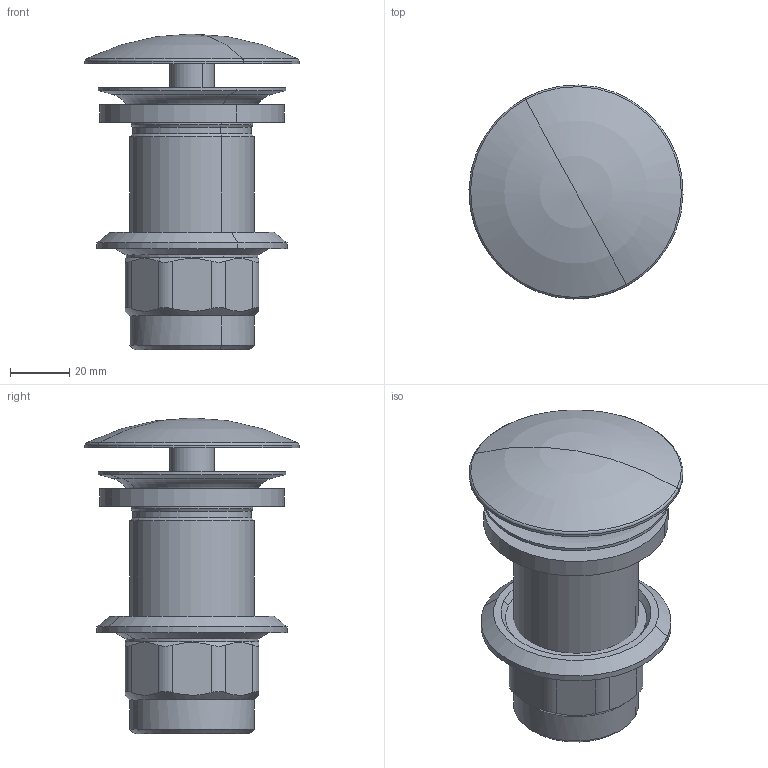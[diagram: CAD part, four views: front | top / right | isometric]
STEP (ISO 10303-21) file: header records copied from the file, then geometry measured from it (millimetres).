
FILE_DESCRIPTION(('CATIA V5 STEP Exchange','CAx-IF Rec.Pracs.--- Model Styling and Organization---1.5--- 2016-08-15','CAx-IF Rec.Pracs.---Supplemental Geometry---1.0---2011-11-01','CAx-IF Rec.Pracs.--- Composite Materials ---3.4---2017-06-13','CAx-IF Rec.Pracs.---Tessellated 3D Geometry---1.0---2015-12-17'),'2;1');
FILE_NAME('ZA001610.stp','2025-12-01T12:34:31+00:00',('none'),('none'),'CATIA Version 5-6 Release 2020 SP3','CATIA V5 STEP AP242 v2','none');
FILE_SCHEMA(('AP242_MANAGED_MODEL_BASED_3D_ENGINEERING_MIM_LF {1 0 10303 442 1 1 4}'));
Length unit declared in the file: millimetre
Products named in the file (1): ZA001610
Bounding box: 71.98 x 71.98 x 106.23 mm (x, y, z)
Volume: 66153.1 mm3; surface area: 54240.8 mm2
Topology: 5 solids, 5 shells, 188 faces, 432 edges, 263 vertices
Faces by surface type: cylinder 92, cone 38, plane 36, torus 18, sphere 4
Entity records: 4998 total; most frequent: CARTESIAN_POINT 1017, ORIENTED_EDGE 860, DIRECTION 656, EDGE_CURVE 430, AXIS2_PLACEMENT_3D 364, VERTEX_POINT 263, CIRCLE 232, EDGE_LOOP 215
